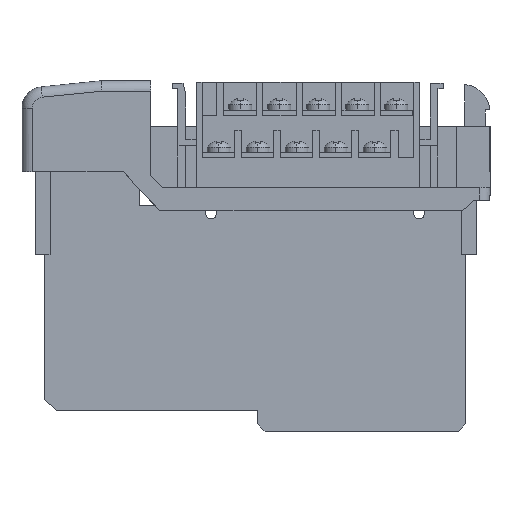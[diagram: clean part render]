
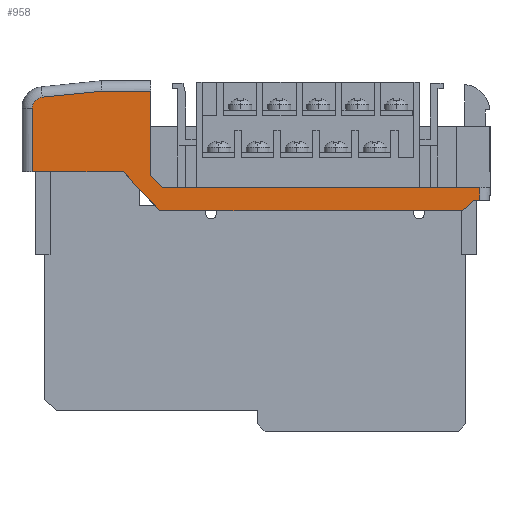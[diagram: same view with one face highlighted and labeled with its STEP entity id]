
A CAD part, left-side view. The second image highlights one B-rep face of the part: STEP entity #958.
In plain terms, the highlighted planar face has unit normal (-1, 0, 0).
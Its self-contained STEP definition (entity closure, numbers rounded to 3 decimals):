
#644 = EDGE_CURVE ( 'NONE', #645, #646, #7966, .T. ) ;
#645 = VERTEX_POINT ( 'NONE', #7962 ) ;
#646 = VERTEX_POINT ( 'NONE', #7961 ) ;
#844 = EDGE_CURVE ( 'NONE', #845, #863, #8443, .T. ) ;
#845 = VERTEX_POINT ( 'NONE', #8439 ) ;
#860 = VERTEX_POINT ( 'NONE', #8459 ) ;
#862 = EDGE_CURVE ( 'NONE', #863, #860, #8458, .T. ) ;
#863 = VERTEX_POINT ( 'NONE', #8453 ) ;
#901 = EDGE_CURVE ( 'NONE', #902, #917, #8639, .T. ) ;
#902 = VERTEX_POINT ( 'NONE', #8635 ) ;
#916 = EDGE_CURVE ( 'NONE', #917, #845, #8615, .T. ) ;
#917 = VERTEX_POINT ( 'NONE', #8669 ) ;
#926 = EDGE_CURVE ( 'NONE', #1009, #966, #8692, .T. ) ;
#927 = ORIENTED_EDGE ( 'NONE', *, *, #965, .T. ) ;
#928 = ORIENTED_EDGE ( 'NONE', *, *, #901, .T. ) ;
#929 = ORIENTED_EDGE ( 'NONE', *, *, #916, .T. ) ;
#930 = ORIENTED_EDGE ( 'NONE', *, *, #844, .T. ) ;
#931 = ORIENTED_EDGE ( 'NONE', *, *, #862, .T. ) ;
#936 = ORIENTED_EDGE ( 'NONE', *, *, #937, .F. ) ;
#937 = EDGE_CURVE ( 'NONE', #938, #963, #8724, .T. ) ;
#938 = VERTEX_POINT ( 'NONE', #8720 ) ;
#939 = ORIENTED_EDGE ( 'NONE', *, *, #940, .F. ) ;
#940 = EDGE_CURVE ( 'NONE', #941, #938, #8719, .T. ) ;
#941 = VERTEX_POINT ( 'NONE', #8715 ) ;
#942 = ORIENTED_EDGE ( 'NONE', *, *, #943, .F. ) ;
#943 = EDGE_CURVE ( 'NONE', #645, #941, #8714, .T. ) ;
#944 = ORIENTED_EDGE ( 'NONE', *, *, #644, .T. ) ;
#945 = ORIENTED_EDGE ( 'NONE', *, *, #946, .T. ) ;
#946 = EDGE_CURVE ( 'NONE', #646, #947, #8710, .T. ) ;
#947 = VERTEX_POINT ( 'NONE', #8706 ) ;
#948 = ORIENTED_EDGE ( 'NONE', *, *, #949, .T. ) ;
#949 = EDGE_CURVE ( 'NONE', #947, #1009, #8704, .T. ) ;
#958 = ADVANCED_FACE ( 'NONE', ( #8744 ), #9097, .F. ) ;
#959 = EDGE_LOOP ( 'NONE', ( #960, #936, #939, #942, #944, #945, #948, #1010, #927, #928, #929, #930, #931 ) ) ;
#960 = ORIENTED_EDGE ( 'NONE', *, *, #962, .T. ) ;
#962 = EDGE_CURVE ( 'NONE', #860, #963, #9091, .T. ) ;
#963 = VERTEX_POINT ( 'NONE', #9087 ) ;
#965 = EDGE_CURVE ( 'NONE', #966, #902, #9086, .T. ) ;
#966 = VERTEX_POINT ( 'NONE', #9082 ) ;
#1009 = VERTEX_POINT ( 'NONE', #9186 ) ;
#1010 = ORIENTED_EDGE ( 'NONE', *, *, #926, .T. ) ;
#7961 = CARTESIAN_POINT ( 'NONE',  ( 0.5, 34.17, 3.114 ) ) ;
#7962 = CARTESIAN_POINT ( 'NONE',  ( 0.5, 24.723, 3.114 ) ) ;
#7963 = DIRECTION ( 'NONE',  ( 0., 1., 0. ) ) ;
#7964 = VECTOR ( 'NONE', #7963, 1000. ) ;
#7965 = CARTESIAN_POINT ( 'NONE',  ( 0.5, 34.27, 3.114 ) ) ;
#7966 = LINE ( 'NONE', #7965, #7964 ) ;
#8439 = CARTESIAN_POINT ( 'NONE',  ( 0.5, -35.258, -19.886 ) ) ;
#8440 = DIRECTION ( 'NONE',  ( 0., -0.731, 0.682 ) ) ;
#8441 = VECTOR ( 'NONE', #8440, 1000. ) ;
#8442 = CARTESIAN_POINT ( 'NONE',  ( 0.5, -35.258, -19.886 ) ) ;
#8443 = LINE ( 'NONE', #8442, #8441 ) ;
#8453 = CARTESIAN_POINT ( 'NONE',  ( 0.5, -37.408, -17.879 ) ) ;
#8454 = DIRECTION ( 'NONE',  ( 0., -1., 0. ) ) ;
#8456 = VECTOR ( 'NONE', #8454, 1000. ) ;
#8457 = CARTESIAN_POINT ( 'NONE',  ( 0.5, -37.408, -17.879 ) ) ;
#8458 = LINE ( 'NONE', #8457, #8456 ) ;
#8459 = CARTESIAN_POINT ( 'NONE',  ( 0.5, -38.527, -17.879 ) ) ;
#8612 = DIRECTION ( 'NONE',  ( 0., -1., 0. ) ) ;
#8613 = VECTOR ( 'NONE', #8612, 1000. ) ;
#8614 = CARTESIAN_POINT ( 'NONE',  ( 0.5, 22.973, -19.886 ) ) ;
#8615 = LINE ( 'NONE', #8614, #8613 ) ;
#8635 = CARTESIAN_POINT ( 'NONE',  ( 0.5, 29.973, -12.386 ) ) ;
#8636 = DIRECTION ( 'NONE',  ( 0., -0.682, -0.731 ) ) ;
#8637 = VECTOR ( 'NONE', #8636, 1000. ) ;
#8638 = CARTESIAN_POINT ( 'NONE',  ( 0.5, 22.973, -19.886 ) ) ;
#8639 = LINE ( 'NONE', #8638, #8637 ) ;
#8669 = CARTESIAN_POINT ( 'NONE',  ( 0.5, 22.973, -19.886 ) ) ;
#8689 = DIRECTION ( 'NONE',  ( 0., 0., -1. ) ) ;
#8690 = VECTOR ( 'NONE', #8689, 1000. ) ;
#8691 = CARTESIAN_POINT ( 'NONE',  ( 0.5, 47.473, -12.386 ) ) ;
#8692 = LINE ( 'NONE', #8691, #8690 ) ;
#8700 = DIRECTION ( 'NONE',  ( 0., 0., -1. ) ) ;
#8701 = DIRECTION ( 'NONE',  ( -1., 0., 0. ) ) ;
#8702 = CARTESIAN_POINT ( 'NONE',  ( 0.5, 45.358, -0.133 ) ) ;
#8703 = AXIS2_PLACEMENT_3D ( 'NONE', #8702, #8701, #8700 ) ;
#8704 = CIRCLE ( 'NONE', #8703, 2.116 ) ;
#8706 = CARTESIAN_POINT ( 'NONE',  ( 0.5, 45.569, 1.973 ) ) ;
#8707 = DIRECTION ( 'NONE',  ( 0., 0.995, -0.1 ) ) ;
#8708 = VECTOR ( 'NONE', #8707, 1000. ) ;
#8709 = CARTESIAN_POINT ( 'NONE',  ( 0.5, 45.569, 1.973 ) ) ;
#8710 = LINE ( 'NONE', #8709, #8708 ) ;
#8711 = DIRECTION ( 'NONE',  ( 0., 0., -1. ) ) ;
#8712 = VECTOR ( 'NONE', #8711, 1000. ) ;
#8713 = CARTESIAN_POINT ( 'NONE',  ( 0.5, 24.723, 4.364 ) ) ;
#8714 = LINE ( 'NONE', #8713, #8712 ) ;
#8715 = CARTESIAN_POINT ( 'NONE',  ( 0.5, 24.723, -13.054 ) ) ;
#8716 = DIRECTION ( 'NONE',  ( 0., -0.685, -0.729 ) ) ;
#8717 = VECTOR ( 'NONE', #8716, 1000. ) ;
#8718 = CARTESIAN_POINT ( 'NONE',  ( 0.5, 22.532, -15.386 ) ) ;
#8719 = LINE ( 'NONE', #8718, #8717 ) ;
#8720 = CARTESIAN_POINT ( 'NONE',  ( 0.5, 22.532, -15.386 ) ) ;
#8721 = DIRECTION ( 'NONE',  ( 0., -1., 0. ) ) ;
#8722 = VECTOR ( 'NONE', #8721, 1000. ) ;
#8723 = CARTESIAN_POINT ( 'NONE',  ( 0.5, 22.532, -15.386 ) ) ;
#8724 = LINE ( 'NONE', #8723, #8722 ) ;
#8744 = FACE_OUTER_BOUND ( 'NONE', #959, .T. ) ;
#9082 = CARTESIAN_POINT ( 'NONE',  ( 0.5, 47.473, -12.386 ) ) ;
#9083 = DIRECTION ( 'NONE',  ( 0., -1., 0. ) ) ;
#9084 = VECTOR ( 'NONE', #9083, 1000. ) ;
#9085 = CARTESIAN_POINT ( 'NONE',  ( 0.5, 29.973, -12.386 ) ) ;
#9086 = LINE ( 'NONE', #9085, #9084 ) ;
#9087 = CARTESIAN_POINT ( 'NONE',  ( 0.5, -38.527, -15.386 ) ) ;
#9088 = DIRECTION ( 'NONE',  ( 0., 0., 1. ) ) ;
#9089 = VECTOR ( 'NONE', #9088, 1000. ) ;
#9090 = CARTESIAN_POINT ( 'NONE',  ( 0.5, -38.527, -0.463 ) ) ;
#9091 = LINE ( 'NONE', #9090, #9089 ) ;
#9093 = DIRECTION ( 'NONE',  ( 0., 0., -1. ) ) ;
#9094 = DIRECTION ( 'NONE',  ( 1., 0., 0. ) ) ;
#9095 = CARTESIAN_POINT ( 'NONE',  ( 0.5, -35.258, -0.876 ) ) ;
#9096 = AXIS2_PLACEMENT_3D ( 'NONE', #9095, #9094, #9093 ) ;
#9097 = PLANE ( 'NONE',  #9096 ) ;
#9186 = CARTESIAN_POINT ( 'NONE',  ( 0.5, 47.473, -0.213 ) ) ;
